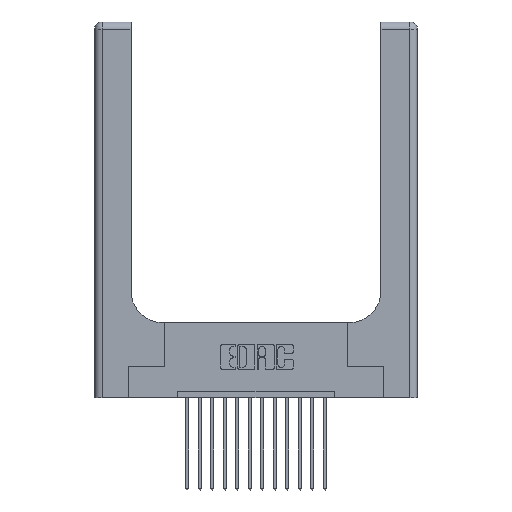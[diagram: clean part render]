
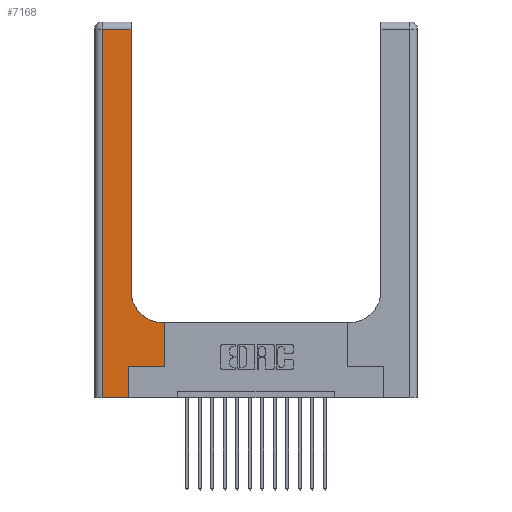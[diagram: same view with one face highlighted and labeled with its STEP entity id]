
A CAD part, top view. The second image highlights one B-rep face of the part: STEP entity #7168.
In plain terms, the highlighted planar face has unit normal (0, 0, 1).
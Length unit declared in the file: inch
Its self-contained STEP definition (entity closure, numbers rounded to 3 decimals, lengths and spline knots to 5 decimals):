
#9 = DIRECTION ( 'NONE',  ( 1., 0., 0. ) ) ;
#269 = CARTESIAN_POINT ( 'NONE',  ( 0.2915, 3., 0.37 ) ) ;
#427 = DIRECTION ( 'NONE',  ( -1., 0., 0. ) ) ;
#627 = AXIS2_PLACEMENT_3D ( 'NONE', #3351, #14456, #427 ) ;
#728 = VERTEX_POINT ( 'NONE', #6428 ) ;
#915 = VECTOR ( 'NONE', #14883, 39.37008 ) ;
#1062 = CARTESIAN_POINT ( 'NONE',  ( 0.269, 0., 0.37 ) ) ;
#1124 = VECTOR ( 'NONE', #12238, 39.37008 ) ;
#1342 = VECTOR ( 'NONE', #2805, 39.37008 ) ;
#1347 = CARTESIAN_POINT ( 'NONE',  ( 0.06, 3., 0.37 ) ) ;
#1773 = PLANE ( 'NONE',  #627 ) ;
#2235 = CARTESIAN_POINT ( 'NONE',  ( 0.2915, 0.85, 0.37 ) ) ;
#2586 = EDGE_LOOP ( 'NONE', ( #10321, #16553, #13197, #16714, #14233, #3088, #11580, #11234, #11354 ) ) ;
#2708 = EDGE_CURVE ( 'NONE', #7843, #6323, #12257, .T. ) ;
#2805 = DIRECTION ( 'NONE',  ( 0., -1., 0. ) ) ;
#3088 = ORIENTED_EDGE ( 'NONE', *, *, #16031, .T. ) ;
#3272 = CARTESIAN_POINT ( 'NONE',  ( 0.5415, 0.85, 0.37 ) ) ;
#3320 = VECTOR ( 'NONE', #16805, 39.37008 ) ;
#3351 = CARTESIAN_POINT ( 'NONE',  ( 0., 3., 0.37 ) ) ;
#3468 = DIRECTION ( 'NONE',  ( 0., 1., 0. ) ) ;
#3980 = CARTESIAN_POINT ( 'NONE',  ( 0.5585, 0.25, 0.37 ) ) ;
#4243 = VERTEX_POINT ( 'NONE', #3980 ) ;
#4276 = CARTESIAN_POINT ( 'NONE',  ( 0.2915, 2.94, 0.37 ) ) ;
#4389 = VERTEX_POINT ( 'NONE', #16956 ) ;
#4615 = CARTESIAN_POINT ( 'NONE',  ( 0.269, 0., 0.37 ) ) ;
#5001 = CARTESIAN_POINT ( 'NONE',  ( 0.5415, 0.6, 0.37 ) ) ;
#5090 = LINE ( 'NONE', #4615, #915 ) ;
#5362 = EDGE_CURVE ( 'NONE', #4243, #14434, #9698, .T. ) ;
#5375 = VECTOR ( 'NONE', #9, 39.37008 ) ;
#5643 = VERTEX_POINT ( 'NONE', #1062 ) ;
#5965 = VECTOR ( 'NONE', #3468, 39.37008 ) ;
#6323 = VERTEX_POINT ( 'NONE', #4276 ) ;
#6428 = CARTESIAN_POINT ( 'NONE',  ( 0.269, 0.25, 0.37 ) ) ;
#6864 = CARTESIAN_POINT ( 'NONE',  ( 0.06, 0., 0.37 ) ) ;
#7056 = LINE ( 'NONE', #12533, #3320 ) ;
#7168 = ADVANCED_FACE ( 'NONE', ( #11216 ), #1773, .F. ) ;
#7327 = VERTEX_POINT ( 'NONE', #5001 ) ;
#7561 = DIRECTION ( 'NONE',  ( 1., 0., 0. ) ) ;
#7843 = VERTEX_POINT ( 'NONE', #2235 ) ;
#8707 = VERTEX_POINT ( 'NONE', #6864 ) ;
#9018 = LINE ( 'NONE', #15330, #1124 ) ;
#9290 = EDGE_CURVE ( 'NONE', #4389, #8707, #12816, .T. ) ;
#9698 = LINE ( 'NONE', #16220, #5965 ) ;
#10071 = VECTOR ( 'NONE', #10206, 39.37008 ) ;
#10206 = DIRECTION ( 'NONE',  ( 1., 0., 0. ) ) ;
#10321 = ORIENTED_EDGE ( 'NONE', *, *, #2708, .T. ) ;
#10464 = VECTOR ( 'NONE', #11624, 39.37008 ) ;
#10799 = EDGE_CURVE ( 'NONE', #8707, #5643, #11858, .T. ) ;
#11216 = FACE_OUTER_BOUND ( 'NONE', #2586, .T. ) ;
#11234 = ORIENTED_EDGE ( 'NONE', *, *, #16617, .T. ) ;
#11354 = ORIENTED_EDGE ( 'NONE', *, *, #17862, .T. ) ;
#11580 = ORIENTED_EDGE ( 'NONE', *, *, #5362, .T. ) ;
#11624 = DIRECTION ( 'NONE',  ( 0., 1., 0. ) ) ;
#11858 = LINE ( 'NONE', #14737, #10071 ) ;
#11904 = CARTESIAN_POINT ( 'NONE',  ( 0.5585, 0.6, 0.37 ) ) ;
#12238 = DIRECTION ( 'NONE',  ( -1., 0., 0. ) ) ;
#12257 = LINE ( 'NONE', #269, #10464 ) ;
#12325 = AXIS2_PLACEMENT_3D ( 'NONE', #3272, #13168, #7561 ) ;
#12533 = CARTESIAN_POINT ( 'NONE',  ( 0., 2.94, 0.37 ) ) ;
#12816 = LINE ( 'NONE', #1347, #1342 ) ;
#13168 = DIRECTION ( 'NONE',  ( 0., 0., -1. ) ) ;
#13197 = ORIENTED_EDGE ( 'NONE', *, *, #9290, .T. ) ;
#13465 = CIRCLE ( 'NONE', #12325, 0.25 ) ;
#14233 = ORIENTED_EDGE ( 'NONE', *, *, #15136, .T. ) ;
#14434 = VERTEX_POINT ( 'NONE', #11904 ) ;
#14456 = DIRECTION ( 'NONE',  ( 0., 0., -1. ) ) ;
#14737 = CARTESIAN_POINT ( 'NONE',  ( 0., 0., 0.37 ) ) ;
#14783 = LINE ( 'NONE', #15295, #5375 ) ;
#14883 = DIRECTION ( 'NONE',  ( 0., 1., 0. ) ) ;
#15136 = EDGE_CURVE ( 'NONE', #5643, #728, #5090, .T. ) ;
#15295 = CARTESIAN_POINT ( 'NONE',  ( 0.269, 0.25, 0.37 ) ) ;
#15330 = CARTESIAN_POINT ( 'NONE',  ( 0.2915, 0.6, 0.37 ) ) ;
#15382 = EDGE_CURVE ( 'NONE', #6323, #4389, #7056, .T. ) ;
#16031 = EDGE_CURVE ( 'NONE', #728, #4243, #14783, .T. ) ;
#16220 = CARTESIAN_POINT ( 'NONE',  ( 0.5585, 0.25, 0.37 ) ) ;
#16553 = ORIENTED_EDGE ( 'NONE', *, *, #15382, .T. ) ;
#16617 = EDGE_CURVE ( 'NONE', #14434, #7327, #9018, .T. ) ;
#16714 = ORIENTED_EDGE ( 'NONE', *, *, #10799, .T. ) ;
#16805 = DIRECTION ( 'NONE',  ( -1., 0., 0. ) ) ;
#16956 = CARTESIAN_POINT ( 'NONE',  ( 0.06, 2.94, 0.37 ) ) ;
#17862 = EDGE_CURVE ( 'NONE', #7327, #7843, #13465, .T. ) ;
